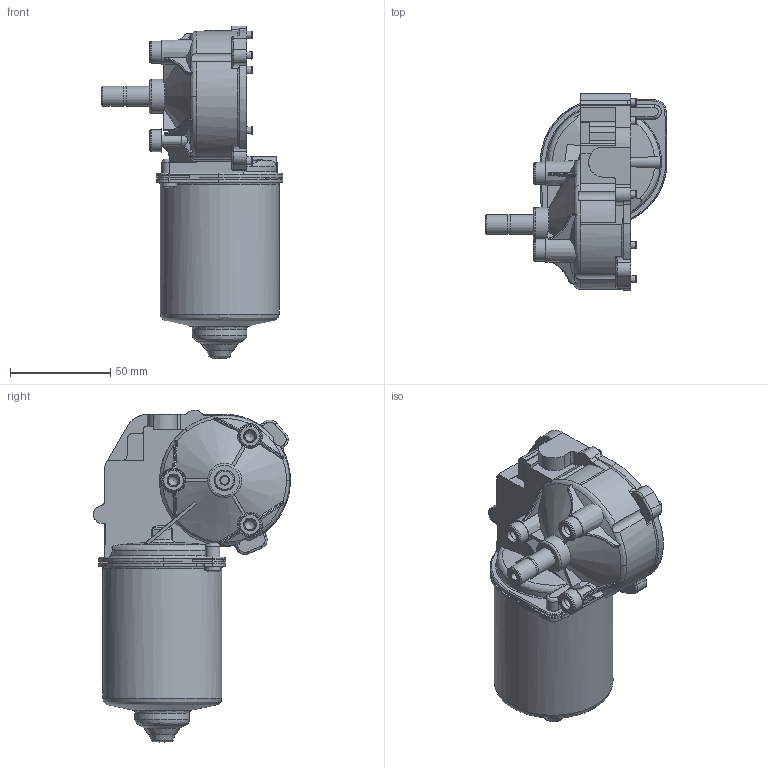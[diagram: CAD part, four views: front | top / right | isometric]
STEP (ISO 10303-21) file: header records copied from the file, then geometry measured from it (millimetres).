
FILE_DESCRIPTION(('FreeCAD Model'),'2;1');
FILE_NAME('Open CASCADE Shape Model','2024-05-10T21:46:22',(''),(''), 'Open CASCADE STEP processor 7.6','FreeCAD','Unknown');
FILE_SCHEMA(('AUTOMOTIVE_DESIGN { 1 0 10303 214 1 1 1 1 }'));
Length unit declared in the file: millimetre
Products named in the file (4): Unnamed; Shaft-W304; Motor-DCK31-Right; 404867
Assembly tree (5 placements, depth 3):
  Unnamed
    Shaft-W304
    Motor-DCK31-Right
    404867
      Shaft-W304
      Motor-DCK31-Right
Bounding box: 90.5 x 98.03 x 165.2 mm (x, y, z)
Volume: 447921.8 mm3; surface area: 135870.5 mm2
Topology: 4 solids, 8 shells, 974 faces, 2728 edges, 1812 vertices
Faces by surface type: plane 352, bspline 260, cylinder 256, cone 106
Full cylindrical faces by diameter (mm): 3.2 x8, 3.6 x4, 4 x4, 4.2 x6, 4.4 x10, 6 x2, 9.6 x2, 10 x6, 10.3 x2, 10.32 x2, 11 x6, 14 x2, 17 x2, 24.149 x2, 27.149 x2, 55.999 x2, 59.199 x2
Entity records: 29041 total; most frequent: CARTESIAN_POINT 18595, ORIENTED_EDGE 2714, EDGE_CURVE 1357, DIRECTION 1297, VERTEX_POINT 906, B_SPLINE_CURVE_WITH_KNOTS 841, FACE_BOUND 527, EDGE_LOOP 527
